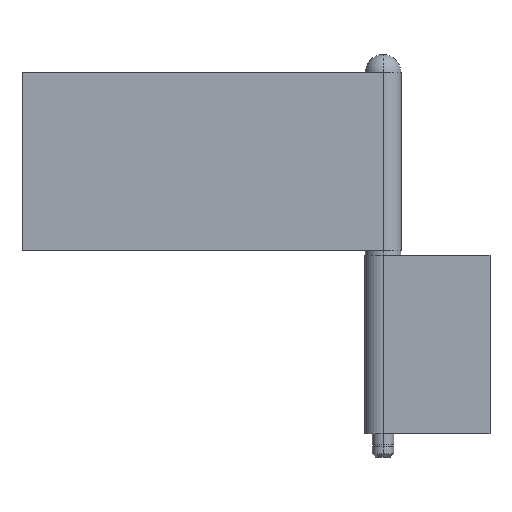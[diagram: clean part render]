
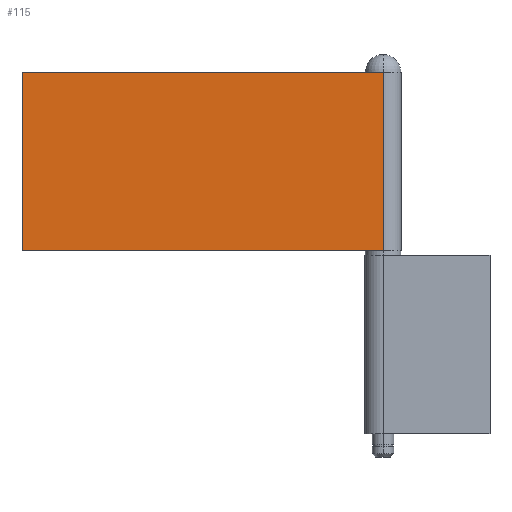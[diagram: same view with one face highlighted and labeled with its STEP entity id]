
A CAD part, top view. The second image highlights one B-rep face of the part: STEP entity #115.
In plain terms, the highlighted planar face has unit normal (0, 0, 1).
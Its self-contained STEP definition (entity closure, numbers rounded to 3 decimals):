
#112 = ORIENTED_EDGE ( 'NONE', *, *, #114, .F. ) ;
#113 = ORIENTED_EDGE ( 'NONE', *, *, #201, .F. ) ;
#114 = EDGE_CURVE ( 'NONE', #206, #176, #628, .T. ) ;
#115 = ADVANCED_FACE ( 'NONE', ( #619 ), #618, .F. ) ;
#117 = ORIENTED_EDGE ( 'NONE', *, *, #196, .T. ) ;
#157 = EDGE_LOOP ( 'NONE', ( #167, #112, #113, #117 ) ) ;
#167 = ORIENTED_EDGE ( 'NONE', *, *, #182, .T. ) ;
#176 = VERTEX_POINT ( 'NONE', #1245 ) ;
#182 = EDGE_CURVE ( 'NONE', #214, #176, #1369, .T. ) ;
#196 = EDGE_CURVE ( 'NONE', #212, #214, #1335, .T. ) ;
#201 = EDGE_CURVE ( 'NONE', #212, #206, #1323, .T. ) ;
#206 = VERTEX_POINT ( 'NONE', #1313 ) ;
#212 = VERTEX_POINT ( 'NONE', #1297 ) ;
#214 = VERTEX_POINT ( 'NONE', #1296 ) ;
#614 = DIRECTION ( 'NONE',  ( -1., 0., 0. ) ) ;
#615 = DIRECTION ( 'NONE',  ( 0., 0., -1. ) ) ;
#616 = CARTESIAN_POINT ( 'NONE',  ( 0., 75., 7.65 ) ) ;
#617 = AXIS2_PLACEMENT_3D ( 'NONE', #616, #615, #614 ) ;
#618 = PLANE ( 'NONE',  #617 ) ;
#619 = FACE_OUTER_BOUND ( 'NONE', #157, .T. ) ;
#620 = DIRECTION ( 'NONE',  ( 0., -1., 0. ) ) ;
#621 = VECTOR ( 'NONE', #620, 1000. ) ;
#622 = CARTESIAN_POINT ( 'NONE',  ( 152., 75., 7.65 ) ) ;
#628 = LINE ( 'NONE', #622, #621 ) ;
#1245 = CARTESIAN_POINT ( 'NONE',  ( 152., 0., 7.65 ) ) ;
#1296 = CARTESIAN_POINT ( 'NONE',  ( 0., 0., 7.65 ) ) ;
#1297 = CARTESIAN_POINT ( 'NONE',  ( 0., 75., 7.65 ) ) ;
#1313 = CARTESIAN_POINT ( 'NONE',  ( 152., 75., 7.65 ) ) ;
#1320 = DIRECTION ( 'NONE',  ( 1., 0., 0. ) ) ;
#1321 = VECTOR ( 'NONE', #1320, 1000. ) ;
#1322 = CARTESIAN_POINT ( 'NONE',  ( 0., 75., 7.65 ) ) ;
#1323 = LINE ( 'NONE', #1322, #1321 ) ;
#1332 = DIRECTION ( 'NONE',  ( 0., -1., 0. ) ) ;
#1333 = VECTOR ( 'NONE', #1332, 1000. ) ;
#1334 = CARTESIAN_POINT ( 'NONE',  ( 0., 75., 7.65 ) ) ;
#1335 = LINE ( 'NONE', #1334, #1333 ) ;
#1361 = DIRECTION ( 'NONE',  ( 1., 0., 0. ) ) ;
#1362 = VECTOR ( 'NONE', #1361, 1000. ) ;
#1363 = CARTESIAN_POINT ( 'NONE',  ( 0., 0., 7.65 ) ) ;
#1369 = LINE ( 'NONE', #1363, #1362 ) ;
